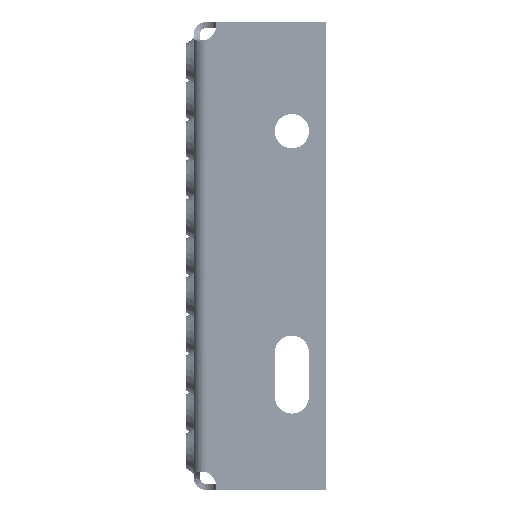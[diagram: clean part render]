
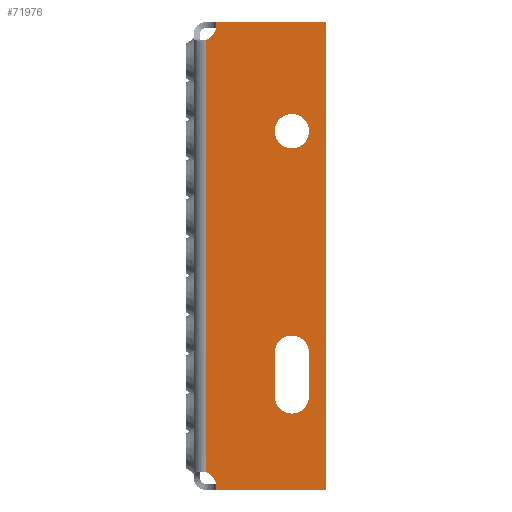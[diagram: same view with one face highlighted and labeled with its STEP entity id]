
A CAD part, left-side view. The second image highlights one B-rep face of the part: STEP entity #71976.
In plain terms, the highlighted planar face has unit normal (-1, 0, 0).
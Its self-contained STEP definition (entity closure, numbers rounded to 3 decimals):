
#1383 = AXIS2_PLACEMENT_3D ( 'NONE', #74907, #21029, #83937 ) ;
#2449 = DIRECTION ( 'NONE',  ( 0., 0., 1. ) ) ;
#3639 = EDGE_CURVE ( 'NONE', #36867, #62238, #116627, .T. ) ;
#4057 = VECTOR ( 'NONE', #34093, 1000. ) ;
#5416 = FACE_BOUND ( 'NONE', #13896, .T. ) ;
#6064 = CARTESIAN_POINT ( 'NONE',  ( -350., -42.498, 75. ) ) ;
#6111 = DIRECTION ( 'NONE',  ( -1., 0., 0. ) ) ;
#6243 = AXIS2_PLACEMENT_3D ( 'NONE', #60044, #6111, #69078 ) ;
#6942 = CARTESIAN_POINT ( 'NONE',  ( -350., -7.187, -75. ) ) ;
#7757 = CIRCLE ( 'NONE', #84449, 5. ) ;
#8592 = DIRECTION ( 'NONE',  ( 0., 1., 0. ) ) ;
#12448 = CARTESIAN_POINT ( 'NONE',  ( -350., -2.288, 74. ) ) ;
#13737 = AXIS2_PLACEMENT_3D ( 'NONE', #28366, #91218, #37375 ) ;
#13896 = EDGE_LOOP ( 'NONE', ( #105700, #24950 ) ) ;
#14079 = VERTEX_POINT ( 'NONE', #45026 ) ;
#16962 = ORIENTED_EDGE ( 'NONE', *, *, #28247, .T. ) ;
#17239 = CARTESIAN_POINT ( 'NONE',  ( -350., -4., 69.302 ) ) ;
#17710 = CIRCLE ( 'NONE', #13737, 5. ) ;
#21029 = DIRECTION ( 'NONE',  ( -1., 0., 0. ) ) ;
#21458 = DIRECTION ( 'NONE',  ( 0., 0., 1. ) ) ;
#23798 = CARTESIAN_POINT ( 'NONE',  ( -350., -36.998, 40. ) ) ;
#24950 = ORIENTED_EDGE ( 'NONE', *, *, #73643, .F. ) ;
#26020 = CARTESIAN_POINT ( 'NONE',  ( -350., -42.498, -75. ) ) ;
#27289 = VERTEX_POINT ( 'NONE', #28646 ) ;
#27577 = CIRCLE ( 'NONE', #69298, 5.5 ) ;
#28021 = LINE ( 'NONE', #6942, #4057 ) ;
#28072 = PLANE ( 'NONE',  #103731 ) ;
#28247 = EDGE_CURVE ( 'NONE', #82086, #27289, #17710, .T. ) ;
#28366 = CARTESIAN_POINT ( 'NONE',  ( -350., -2.288, -74. ) ) ;
#28451 = DIRECTION ( 'NONE',  ( 0., 0., 1. ) ) ;
#28646 = CARTESIAN_POINT ( 'NONE',  ( -350., -7.187, -75. ) ) ;
#28692 = EDGE_CURVE ( 'NONE', #113930, #74601, #38723, .T. ) ;
#30367 = DIRECTION ( 'NONE',  ( -1., 0., 0. ) ) ;
#33795 = EDGE_CURVE ( 'NONE', #34102, #113930, #102500, .T. ) ;
#34070 = EDGE_CURVE ( 'NONE', #82086, #109354, #98169, .T. ) ;
#34093 = DIRECTION ( 'NONE',  ( 0., -1., 0. ) ) ;
#34102 = VERTEX_POINT ( 'NONE', #84888 ) ;
#35323 = CARTESIAN_POINT ( 'NONE',  ( -350., -42.498, 75. ) ) ;
#36020 = LINE ( 'NONE', #109868, #59970 ) ;
#36443 = CIRCLE ( 'NONE', #93210, 5.5 ) ;
#36867 = VERTEX_POINT ( 'NONE', #47308 ) ;
#37375 = DIRECTION ( 'NONE',  ( 0., 0., 1. ) ) ;
#38723 = LINE ( 'NONE', #35323, #59852 ) ;
#39712 = DIRECTION ( 'NONE',  ( 0., 0., 1. ) ) ;
#40842 = ORIENTED_EDGE ( 'NONE', *, *, #103468, .F. ) ;
#41710 = CARTESIAN_POINT ( 'NONE',  ( -350., -25.998, 40. ) ) ;
#42024 = ORIENTED_EDGE ( 'NONE', *, *, #42982, .F. ) ;
#42982 = EDGE_CURVE ( 'NONE', #62238, #58023, #90764, .T. ) ;
#44549 = EDGE_LOOP ( 'NONE', ( #109404, #79591, #40842, #42024 ) ) ;
#45026 = CARTESIAN_POINT ( 'NONE',  ( -350., -36.998, -45. ) ) ;
#45635 = VERTEX_POINT ( 'NONE', #23798 ) ;
#46959 = CARTESIAN_POINT ( 'NONE',  ( -350., -31.498, 40. ) ) ;
#47308 = CARTESIAN_POINT ( 'NONE',  ( -350., -36.998, -31. ) ) ;
#47518 = VECTOR ( 'NONE', #39712, 1000. ) ;
#47814 = CARTESIAN_POINT ( 'NONE',  ( -350., -25.998, -45. ) ) ;
#48686 = EDGE_CURVE ( 'NONE', #14079, #36867, #36020, .T. ) ;
#50477 = FACE_OUTER_BOUND ( 'NONE', #110931, .T. ) ;
#55194 = CARTESIAN_POINT ( 'NONE',  ( -350., -2.288, -74. ) ) ;
#56031 = DIRECTION ( 'NONE',  ( 0., -1., 0. ) ) ;
#56496 = CARTESIAN_POINT ( 'NONE',  ( -350., -25.998, -31. ) ) ;
#58023 = VERTEX_POINT ( 'NONE', #47814 ) ;
#58840 = DIRECTION ( 'NONE',  ( 0., 0., -1. ) ) ;
#59852 = VECTOR ( 'NONE', #8592, 1000. ) ;
#59970 = VECTOR ( 'NONE', #2449, 1000. ) ;
#60044 = CARTESIAN_POINT ( 'NONE',  ( -350., -31.498, -45. ) ) ;
#62238 = VERTEX_POINT ( 'NONE', #56496 ) ;
#62939 = ORIENTED_EDGE ( 'NONE', *, *, #101864, .T. ) ;
#64121 = VERTEX_POINT ( 'NONE', #41710 ) ;
#64729 = EDGE_CURVE ( 'NONE', #27289, #34102, #28021, .T. ) ;
#66905 = VECTOR ( 'NONE', #58840, 1000. ) ;
#69078 = DIRECTION ( 'NONE',  ( 0., -1., 0. ) ) ;
#69298 = AXIS2_PLACEMENT_3D ( 'NONE', #84224, #30367, #93260 ) ;
#70404 = ORIENTED_EDGE ( 'NONE', *, *, #34070, .F. ) ;
#71976 = ADVANCED_FACE ( 'NONE', ( #74367, #5416, #50477 ), #28072, .T. ) ;
#73643 = EDGE_CURVE ( 'NONE', #45635, #64121, #27577, .T. ) ;
#74367 = FACE_BOUND ( 'NONE', #44549, .T. ) ;
#74601 = VERTEX_POINT ( 'NONE', #114436 ) ;
#74907 = CARTESIAN_POINT ( 'NONE',  ( -350., -31.498, -31. ) ) ;
#75346 = DIRECTION ( 'NONE',  ( 1., 0., 0. ) ) ;
#75493 = CARTESIAN_POINT ( 'NONE',  ( -350., -4., -74. ) ) ;
#79591 = ORIENTED_EDGE ( 'NONE', *, *, #48686, .F. ) ;
#79861 = DIRECTION ( 'NONE',  ( 0., 0., 1. ) ) ;
#81355 = VECTOR ( 'NONE', #79861, 1000. ) ;
#82086 = VERTEX_POINT ( 'NONE', #85049 ) ;
#82271 = DIRECTION ( 'NONE',  ( -1., 0., 0. ) ) ;
#83937 = DIRECTION ( 'NONE',  ( 0., -1., 0. ) ) ;
#84224 = CARTESIAN_POINT ( 'NONE',  ( -350., -31.498, 40. ) ) ;
#84449 = AXIS2_PLACEMENT_3D ( 'NONE', #12448, #75346, #21458 ) ;
#84888 = CARTESIAN_POINT ( 'NONE',  ( -350., -42.498, -75. ) ) ;
#84893 = ORIENTED_EDGE ( 'NONE', *, *, #64729, .T. ) ;
#85049 = CARTESIAN_POINT ( 'NONE',  ( -350., -4., -69.302 ) ) ;
#90764 = LINE ( 'NONE', #103292, #66905 ) ;
#91218 = DIRECTION ( 'NONE',  ( 1., 0., 0. ) ) ;
#91867 = EDGE_CURVE ( 'NONE', #64121, #45635, #36443, .T. ) ;
#93210 = AXIS2_PLACEMENT_3D ( 'NONE', #46959, #109924, #56031 ) ;
#93260 = DIRECTION ( 'NONE',  ( 0., -1., 0. ) ) ;
#95250 = ORIENTED_EDGE ( 'NONE', *, *, #28692, .T. ) ;
#98169 = LINE ( 'NONE', #75493, #47518 ) ;
#101864 = EDGE_CURVE ( 'NONE', #74601, #109354, #7757, .T. ) ;
#102500 = LINE ( 'NONE', #26020, #81355 ) ;
#103292 = CARTESIAN_POINT ( 'NONE',  ( -350., -25.998, -74. ) ) ;
#103468 = EDGE_CURVE ( 'NONE', #58023, #14079, #112947, .T. ) ;
#103731 = AXIS2_PLACEMENT_3D ( 'NONE', #55194, #82271, #28451 ) ;
#105700 = ORIENTED_EDGE ( 'NONE', *, *, #91867, .F. ) ;
#108811 = ORIENTED_EDGE ( 'NONE', *, *, #33795, .T. ) ;
#109354 = VERTEX_POINT ( 'NONE', #17239 ) ;
#109404 = ORIENTED_EDGE ( 'NONE', *, *, #3639, .F. ) ;
#109868 = CARTESIAN_POINT ( 'NONE',  ( -350., -36.998, -74. ) ) ;
#109924 = DIRECTION ( 'NONE',  ( -1., 0., 0. ) ) ;
#110931 = EDGE_LOOP ( 'NONE', ( #70404, #16962, #84893, #108811, #95250, #62939 ) ) ;
#112947 = CIRCLE ( 'NONE', #6243, 5.5 ) ;
#113930 = VERTEX_POINT ( 'NONE', #6064 ) ;
#114436 = CARTESIAN_POINT ( 'NONE',  ( -350., -7.187, 75. ) ) ;
#116627 = CIRCLE ( 'NONE', #1383, 5.5 ) ;
